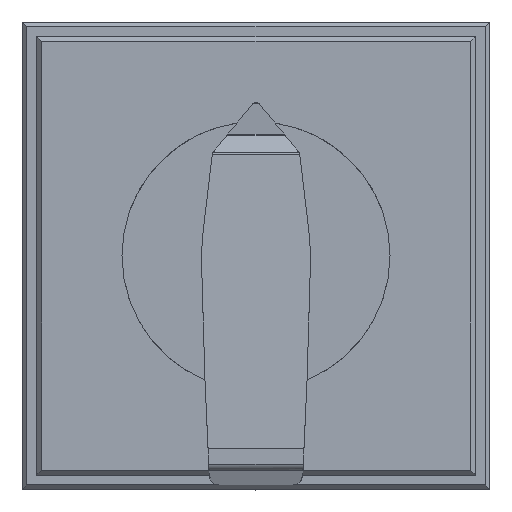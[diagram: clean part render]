
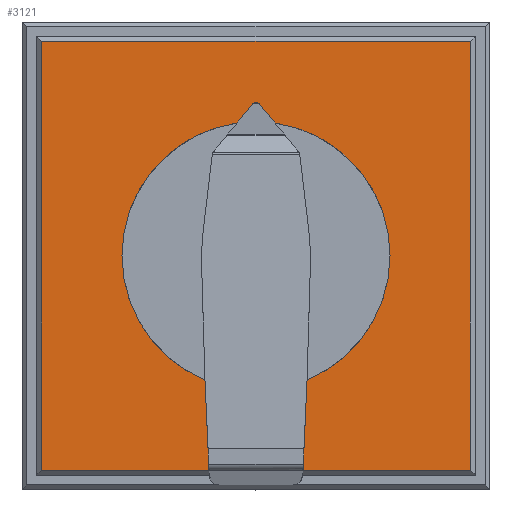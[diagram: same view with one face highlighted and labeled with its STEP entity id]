
A CAD part, top view. The second image highlights one B-rep face of the part: STEP entity #3121.
In plain terms, the highlighted planar face has unit normal (0, 0, 1).
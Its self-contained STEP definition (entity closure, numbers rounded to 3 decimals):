
#3058=CARTESIAN_POINT('',(-22.,-22.,74.9));
#3059=VERTEX_POINT('',#3058);
#3066=CARTESIAN_POINT('',(-22.,22.0,74.9));
#3067=VERTEX_POINT('',#3066);
#3068=CARTESIAN_POINT('',(-22.,-22.,74.9));
#3069=DIRECTION('',(0.0,1.0,0.0));
#3070=VECTOR('',#3069,44.);
#3071=LINE('',#3068,#3070);
#3072=EDGE_CURVE('',#3059,#3067,#3071,.T.);
#3091=CARTESIAN_POINT('',(0.,0.0,74.9));
#3092=DIRECTION('',(0.0,0.0,1.0));
#3093=DIRECTION('',(1.0,0.0,0.0));
#3094=AXIS2_PLACEMENT_3D('',#3091,#3092,#3093);
#3095=PLANE('',#3094);
#3096=ORIENTED_EDGE('',*,*,#3072,.F.);
#3097=CARTESIAN_POINT('',(22.,-22.,74.9));
#3098=VERTEX_POINT('',#3097);
#3099=CARTESIAN_POINT('',(22.,-22.,74.9));
#3100=DIRECTION('',(-1.0,0.0,0.0));
#3101=VECTOR('',#3100,44.);
#3102=LINE('',#3099,#3101);
#3103=EDGE_CURVE('',#3098,#3059,#3102,.T.);
#3104=ORIENTED_EDGE('',*,*,#3103,.F.);
#3105=CARTESIAN_POINT('',(22.,22.0,74.9));
#3106=VERTEX_POINT('',#3105);
#3107=CARTESIAN_POINT('',(22.,22.0,74.9));
#3108=DIRECTION('',(0.0,-1.0,0.0));
#3109=VECTOR('',#3108,44.);
#3110=LINE('',#3107,#3109);
#3111=EDGE_CURVE('',#3106,#3098,#3110,.T.);
#3112=ORIENTED_EDGE('',*,*,#3111,.F.);
#3113=CARTESIAN_POINT('',(-22.,22.0,74.9));
#3114=DIRECTION('',(1.0,0.0,0.0));
#3115=VECTOR('',#3114,44.);
#3116=LINE('',#3113,#3115);
#3117=EDGE_CURVE('',#3067,#3106,#3116,.T.);
#3118=ORIENTED_EDGE('',*,*,#3117,.F.);
#3119=EDGE_LOOP('',(#3096,#3104,#3112,#3118));
#3120=FACE_OUTER_BOUND('',#3119,.T.);
#3121=ADVANCED_FACE('',(#3120),#3095,.T.);
